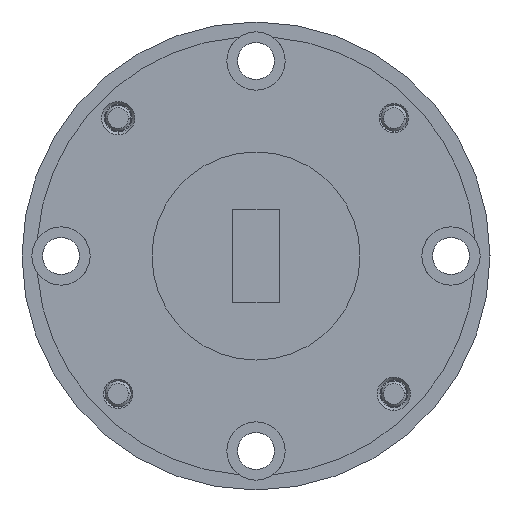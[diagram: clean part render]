
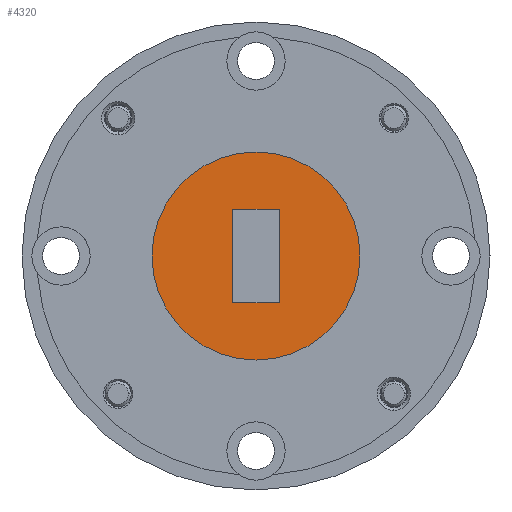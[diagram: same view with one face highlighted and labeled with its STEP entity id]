
A CAD part, left-side view. The second image highlights one B-rep face of the part: STEP entity #4320.
In plain terms, the highlighted planar face has unit normal (-1, 0, 0).
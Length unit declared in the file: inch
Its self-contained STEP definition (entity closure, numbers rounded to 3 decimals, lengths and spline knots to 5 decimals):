
#158 = FACE_BOUND ( 'NONE', #2417, .T. ) ;
#281 = DIRECTION ( 'NONE',  ( 0., 1., 0. ) ) ;
#299 = ORIENTED_EDGE ( 'NONE', *, *, #3570, .F. ) ;
#405 = CARTESIAN_POINT ( 'NONE',  ( 0., 0.25, 0. ) ) ;
#422 = CARTESIAN_POINT ( 'NONE',  ( 0., -0.25, 0. ) ) ;
#587 = VECTOR ( 'NONE', #2615, 39.37008 ) ;
#668 = VERTEX_POINT ( 'NONE', #3694 ) ;
#840 = PLANE ( 'NONE',  #2407 ) ;
#863 = LINE ( 'NONE', #1862, #587 ) ;
#900 = VERTEX_POINT ( 'NONE', #422 ) ;
#944 = VERTEX_POINT ( 'NONE', #3593 ) ;
#973 = VECTOR ( 'NONE', #2883, 39.37008 ) ;
#1007 = EDGE_LOOP ( 'NONE', ( #299, #2439 ) ) ;
#1034 = EDGE_CURVE ( 'NONE', #3804, #1207, #1104, .T. ) ;
#1080 = ORIENTED_EDGE ( 'NONE', *, *, #1989, .T. ) ;
#1104 = LINE ( 'NONE', #2550, #973 ) ;
#1148 = ORIENTED_EDGE ( 'NONE', *, *, #2805, .T. ) ;
#1189 = CARTESIAN_POINT ( 'NONE',  ( 0., 0., 0. ) ) ;
#1207 = VERTEX_POINT ( 'NONE', #2251 ) ;
#1389 = ORIENTED_EDGE ( 'NONE', *, *, #2835, .T. ) ;
#1530 = FACE_OUTER_BOUND ( 'NONE', #1007, .T. ) ;
#1596 = CIRCLE ( 'NONE', #3895, 0.25 ) ;
#1603 = DIRECTION ( 'NONE',  ( 0., 1., 0. ) ) ;
#1700 = CIRCLE ( 'NONE', #3269, 0.25 ) ;
#1796 = VERTEX_POINT ( 'NONE', #405 ) ;
#1836 = CARTESIAN_POINT ( 'NONE',  ( 0., -0.056, 0.112 ) ) ;
#1862 = CARTESIAN_POINT ( 'NONE',  ( 0., -0.056, -0.112 ) ) ;
#1989 = EDGE_CURVE ( 'NONE', #1207, #668, #3742, .T. ) ;
#2251 = CARTESIAN_POINT ( 'NONE',  ( 0., 0.056, -0.112 ) ) ;
#2255 = DIRECTION ( 'NONE',  ( 0., 0., 1. ) ) ;
#2368 = VECTOR ( 'NONE', #4408, 39.37008 ) ;
#2407 = AXIS2_PLACEMENT_3D ( 'NONE', #1189, #3679, #1603 ) ;
#2417 = EDGE_LOOP ( 'NONE', ( #1148, #1389, #3216, #1080 ) ) ;
#2439 = ORIENTED_EDGE ( 'NONE', *, *, #4117, .F. ) ;
#2550 = CARTESIAN_POINT ( 'NONE',  ( 0., -0.056, -0.112 ) ) ;
#2615 = DIRECTION ( 'NONE',  ( 0., 0., -1. ) ) ;
#2805 = EDGE_CURVE ( 'NONE', #668, #944, #3324, .T. ) ;
#2835 = EDGE_CURVE ( 'NONE', #944, #3804, #863, .T. ) ;
#2883 = DIRECTION ( 'NONE',  ( 0., 1., 0. ) ) ;
#2992 = VECTOR ( 'NONE', #2255, 39.37008 ) ;
#3216 = ORIENTED_EDGE ( 'NONE', *, *, #1034, .T. ) ;
#3269 = AXIS2_PLACEMENT_3D ( 'NONE', #4559, #3877, #281 ) ;
#3324 = LINE ( 'NONE', #1836, #2368 ) ;
#3570 = EDGE_CURVE ( 'NONE', #1796, #900, #1700, .T. ) ;
#3593 = CARTESIAN_POINT ( 'NONE',  ( 0., -0.056, 0.112 ) ) ;
#3679 = DIRECTION ( 'NONE',  ( -1., 0., 0. ) ) ;
#3691 = CARTESIAN_POINT ( 'NONE',  ( 0., 0.056, -0.112 ) ) ;
#3694 = CARTESIAN_POINT ( 'NONE',  ( 0., 0.056, 0.112 ) ) ;
#3742 = LINE ( 'NONE', #3691, #2992 ) ;
#3758 = DIRECTION ( 'NONE',  ( 0., 1., 0. ) ) ;
#3804 = VERTEX_POINT ( 'NONE', #3841 ) ;
#3841 = CARTESIAN_POINT ( 'NONE',  ( 0., -0.056, -0.112 ) ) ;
#3877 = DIRECTION ( 'NONE',  ( 1., 0., 0. ) ) ;
#3895 = AXIS2_PLACEMENT_3D ( 'NONE', #4517, #4565, #3758 ) ;
#4117 = EDGE_CURVE ( 'NONE', #900, #1796, #1596, .T. ) ;
#4320 = ADVANCED_FACE ( 'NONE', ( #158, #1530 ), #840, .T. ) ;
#4408 = DIRECTION ( 'NONE',  ( 0., -1., 0. ) ) ;
#4517 = CARTESIAN_POINT ( 'NONE',  ( 0., 0., 0. ) ) ;
#4559 = CARTESIAN_POINT ( 'NONE',  ( 0., 0., 0. ) ) ;
#4565 = DIRECTION ( 'NONE',  ( 1., 0., 0. ) ) ;
